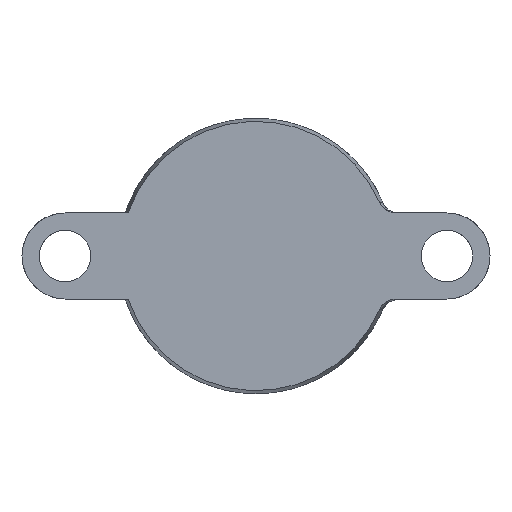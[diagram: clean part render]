
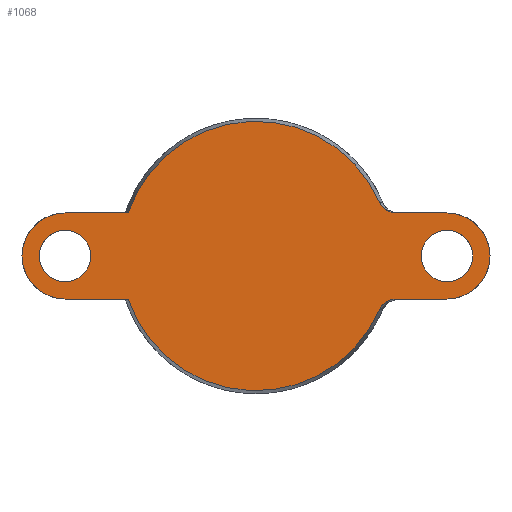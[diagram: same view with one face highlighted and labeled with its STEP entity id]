
A CAD part, front view. The second image highlights one B-rep face of the part: STEP entity #1068.
In plain terms, the highlighted planar face has unit normal (0, -1, 0).
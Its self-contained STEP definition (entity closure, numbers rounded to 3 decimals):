
#4 = CARTESIAN_POINT ( 'NONE',  ( 35.928, 0., 15.535 ) ) ;
#44 = CARTESIAN_POINT ( 'NONE',  ( 0., 0., 0. ) ) ;
#50 = CIRCLE ( 'NONE', #689, 7.5 ) ;
#62 = EDGE_CURVE ( 'NONE', #263, #1135, #836, .T. ) ;
#68 = LINE ( 'NONE', #165, #125 ) ;
#73 = CARTESIAN_POINT ( 'NONE',  ( 35.928, 0., 15.535 ) ) ;
#79 = CARTESIAN_POINT ( 'NONE',  ( 36.124, 0., -15.081 ) ) ;
#125 = VECTOR ( 'NONE', #1039, 1000. ) ;
#133 = EDGE_CURVE ( 'NONE', #383, #1248, #278, .T. ) ;
#137 = EDGE_CURVE ( 'NONE', #1273, #909, #438, .T. ) ;
#143 = CARTESIAN_POINT ( 'NONE',  ( 55.5, 0., 7.5 ) ) ;
#147 = DIRECTION ( 'NONE',  ( 0., 0., -1. ) ) ;
#165 = CARTESIAN_POINT ( 'NONE',  ( -15., 0., 12.5 ) ) ;
#180 = CARTESIAN_POINT ( 'NONE',  ( 39.592, 0., -12.572 ) ) ;
#181 = CARTESIAN_POINT ( 'NONE',  ( 36.861, 0., 14.101 ) ) ;
#184 = FACE_BOUND ( 'NONE', #980, .T. ) ;
#185 = CARTESIAN_POINT ( 'NONE',  ( 35.928, 0., -15.535 ) ) ;
#192 = CARTESIAN_POINT ( 'NONE',  ( 37.032, 0., 13.927 ) ) ;
#199 = ORIENTED_EDGE ( 'NONE', *, *, #827, .F. ) ;
#209 = VECTOR ( 'NONE', #332, 1000. ) ;
#212 = DIRECTION ( 'NONE',  ( 0., 0., -1. ) ) ;
#216 = CARTESIAN_POINT ( 'NONE',  ( 55.5, 0., -12.5 ) ) ;
#226 = CARTESIAN_POINT ( 'NONE',  ( -55.5, 0., 0. ) ) ;
#234 = LINE ( 'NONE', #508, #209 ) ;
#239 = DIRECTION ( 'NONE',  ( 0., 1., 0. ) ) ;
#242 = EDGE_CURVE ( 'NONE', #1231, #909, #1036, .T. ) ;
#257 = CIRCLE ( 'NONE', #339, 12.5 ) ;
#262 = CARTESIAN_POINT ( 'NONE',  ( 39.603, 0., 12.57 ) ) ;
#263 = VERTEX_POINT ( 'NONE', #368 ) ;
#269 = EDGE_LOOP ( 'NONE', ( #390, #934, #870, #589, #898, #333, #1054, #559, #566, #1211 ) ) ;
#278 = CIRCLE ( 'NONE', #953, 39.143 ) ;
#279 = AXIS2_PLACEMENT_3D ( 'NONE', #834, #480, #642 ) ;
#280 = CARTESIAN_POINT ( 'NONE',  ( 38.891, 0., -12.781 ) ) ;
#302 = CARTESIAN_POINT ( 'NONE',  ( 38.665, 0., 12.866 ) ) ;
#332 = DIRECTION ( 'NONE',  ( 1., 0., 0. ) ) ;
#333 = ORIENTED_EDGE ( 'NONE', *, *, #445, .T. ) ;
#339 = AXIS2_PLACEMENT_3D ( 'NONE', #226, #1017, #619 ) ;
#344 = CARTESIAN_POINT ( 'NONE',  ( 15., 0., -12.5 ) ) ;
#358 = VECTOR ( 'NONE', #657, 1000. ) ;
#368 = CARTESIAN_POINT ( 'NONE',  ( 40.579, 0., 12.5 ) ) ;
#375 = CARTESIAN_POINT ( 'NONE',  ( 37.4, 0., 13.603 ) ) ;
#383 = VERTEX_POINT ( 'NONE', #4 ) ;
#384 = PLANE ( 'NONE',  #279 ) ;
#390 = ORIENTED_EDGE ( 'NONE', *, *, #62, .F. ) ;
#393 = CARTESIAN_POINT ( 'NONE',  ( 38.008, 0., 13.187 ) ) ;
#431 = EDGE_CURVE ( 'NONE', #1135, #1273, #879, .T. ) ;
#438 = LINE ( 'NONE', #344, #358 ) ;
#445 = EDGE_CURVE ( 'NONE', #1164, #611, #234, .T. ) ;
#461 = AXIS2_PLACEMENT_3D ( 'NONE', #983, #504, #899 ) ;
#478 = CARTESIAN_POINT ( 'NONE',  ( 36.124, 0., 15.081 ) ) ;
#480 = DIRECTION ( 'NONE',  ( 0., 1., 0. ) ) ;
#489 = DIRECTION ( 'NONE',  ( 0., -1., 0. ) ) ;
#500 = CIRCLE ( 'NONE', #894, 7.5 ) ;
#504 = DIRECTION ( 'NONE',  ( 0., -1., 0. ) ) ;
#508 = CARTESIAN_POINT ( 'NONE',  ( -15., 0., -12.5 ) ) ;
#534 = CARTESIAN_POINT ( 'NONE',  ( -37.093, 0., -12.5 ) ) ;
#550 = EDGE_CURVE ( 'NONE', #1263, #1164, #257, .T. ) ;
#559 = ORIENTED_EDGE ( 'NONE', *, *, #242, .T. ) ;
#566 = ORIENTED_EDGE ( 'NONE', *, *, #137, .F. ) ;
#570 = CARTESIAN_POINT ( 'NONE',  ( 40.085, 0., -12.5 ) ) ;
#577 = CARTESIAN_POINT ( 'NONE',  ( 37.598, 0., 13.453 ) ) ;
#589 = ORIENTED_EDGE ( 'NONE', *, *, #727, .T. ) ;
#611 = VERTEX_POINT ( 'NONE', #534 ) ;
#619 = DIRECTION ( 'NONE',  ( 0., 0., -1. ) ) ;
#630 = DIRECTION ( 'NONE',  ( 0., -1., 0. ) ) ;
#642 = DIRECTION ( 'NONE',  ( 0., 0., 1. ) ) ;
#657 = DIRECTION ( 'NONE',  ( -1., 0., 0. ) ) ;
#678 = FACE_BOUND ( 'NONE', #1183, .T. ) ;
#679 = CARTESIAN_POINT ( 'NONE',  ( 40.579, 0., -12.5 ) ) ;
#687 = CARTESIAN_POINT ( 'NONE',  ( -37.093, 0., 12.5 ) ) ;
#689 = AXIS2_PLACEMENT_3D ( 'NONE', #1138, #239, #744 ) ;
#717 = DIRECTION ( 'NONE',  ( 0., 1., 0. ) ) ;
#727 = EDGE_CURVE ( 'NONE', #1248, #1263, #68, .T. ) ;
#738 = VERTEX_POINT ( 'NONE', #923 ) ;
#739 = FACE_OUTER_BOUND ( 'NONE', #269, .T. ) ;
#744 = DIRECTION ( 'NONE',  ( 0., 0., 1. ) ) ;
#768 = CARTESIAN_POINT ( 'NONE',  ( 38., 0., -13.192 ) ) ;
#779 = EDGE_CURVE ( 'NONE', #263, #383, #1262, .T. ) ;
#786 = VECTOR ( 'NONE', #858, 1000. ) ;
#796 = CARTESIAN_POINT ( 'NONE',  ( 35.928, 0., -15.535 ) ) ;
#825 = VERTEX_POINT ( 'NONE', #143 ) ;
#827 = EDGE_CURVE ( 'NONE', #738, #738, #500, .T. ) ;
#834 = CARTESIAN_POINT ( 'NONE',  ( -39.143, 0., 0. ) ) ;
#836 = LINE ( 'NONE', #926, #786 ) ;
#858 = DIRECTION ( 'NONE',  ( 1., 0., 0. ) ) ;
#859 = CARTESIAN_POINT ( 'NONE',  ( 38.897, 0., 12.778 ) ) ;
#865 = CARTESIAN_POINT ( 'NONE',  ( 36.857, 0., -14.106 ) ) ;
#870 = ORIENTED_EDGE ( 'NONE', *, *, #133, .T. ) ;
#876 = CARTESIAN_POINT ( 'NONE',  ( 37.591, 0., -13.458 ) ) ;
#879 = CIRCLE ( 'NONE', #957, 12.5 ) ;
#894 = AXIS2_PLACEMENT_3D ( 'NONE', #1089, #489, #1078 ) ;
#898 = ORIENTED_EDGE ( 'NONE', *, *, #550, .T. ) ;
#899 = DIRECTION ( 'NONE',  ( 0., 0., -1. ) ) ;
#906 = CARTESIAN_POINT ( 'NONE',  ( -55.5, 0., 12.5 ) ) ;
#909 = VERTEX_POINT ( 'NONE', #1116 ) ;
#923 = CARTESIAN_POINT ( 'NONE',  ( -55.5, 0., 7.5 ) ) ;
#926 = CARTESIAN_POINT ( 'NONE',  ( 15., 0., 12.5 ) ) ;
#934 = ORIENTED_EDGE ( 'NONE', *, *, #779, .T. ) ;
#953 = AXIS2_PLACEMENT_3D ( 'NONE', #44, #630, #147 ) ;
#957 = AXIS2_PLACEMENT_3D ( 'NONE', #1216, #717, #212 ) ;
#980 = EDGE_LOOP ( 'NONE', ( #199 ) ) ;
#983 = CARTESIAN_POINT ( 'NONE',  ( 0., 0., 0. ) ) ;
#1017 = DIRECTION ( 'NONE',  ( 0., -1., 0. ) ) ;
#1022 = CIRCLE ( 'NONE', #461, 39.143 ) ;
#1036 = B_SPLINE_CURVE_WITH_KNOTS ( 'NONE', 3,
 ( #185, #79, #1072, #865, #1077, #1063, #876, #768, #1267, #1168, #280, #180, #570, #679 ),
 .UNSPECIFIED., .F., .F.,
 ( 4, 2, 2, 2, 2, 2, 4 ),
 ( 0., 0.001, 0.002, 0.003, 0.004, 0.004, 0.006 ),
 .UNSPECIFIED. ) ;
#1039 = DIRECTION ( 'NONE',  ( -1., 0., 0. ) ) ;
#1054 = ORIENTED_EDGE ( 'NONE', *, *, #1270, .T. ) ;
#1055 = EDGE_CURVE ( 'NONE', #825, #825, #50, .T. ) ;
#1057 = CARTESIAN_POINT ( 'NONE',  ( 40.085, 0., 12.5 ) ) ;
#1063 = CARTESIAN_POINT ( 'NONE',  ( 37.397, 0., -13.606 ) ) ;
#1068 = ADVANCED_FACE ( 'NONE', ( #739, #678, #184 ), #384, .F. ) ;
#1072 = CARTESIAN_POINT ( 'NONE',  ( 36.381, 0., -14.668 ) ) ;
#1077 = CARTESIAN_POINT ( 'NONE',  ( 37.031, 0., -13.929 ) ) ;
#1078 = DIRECTION ( 'NONE',  ( 0., 0., 1. ) ) ;
#1083 = CARTESIAN_POINT ( 'NONE',  ( 38.221, 0., 13.07 ) ) ;
#1089 = CARTESIAN_POINT ( 'NONE',  ( -55.5, 0., 0. ) ) ;
#1108 = ORIENTED_EDGE ( 'NONE', *, *, #1055, .T. ) ;
#1116 = CARTESIAN_POINT ( 'NONE',  ( 40.579, 0., -12.5 ) ) ;
#1132 = CARTESIAN_POINT ( 'NONE',  ( -55.5, 0., -12.5 ) ) ;
#1135 = VERTEX_POINT ( 'NONE', #1165 ) ;
#1138 = CARTESIAN_POINT ( 'NONE',  ( 55.5, 0., 0. ) ) ;
#1164 = VERTEX_POINT ( 'NONE', #1132 ) ;
#1165 = CARTESIAN_POINT ( 'NONE',  ( 55.5, 0., 12.5 ) ) ;
#1168 = CARTESIAN_POINT ( 'NONE',  ( 38.663, 0., -12.866 ) ) ;
#1183 = EDGE_LOOP ( 'NONE', ( #1108 ) ) ;
#1211 = ORIENTED_EDGE ( 'NONE', *, *, #431, .F. ) ;
#1216 = CARTESIAN_POINT ( 'NONE',  ( 55.5, 0., 0. ) ) ;
#1231 = VERTEX_POINT ( 'NONE', #796 ) ;
#1248 = VERTEX_POINT ( 'NONE', #687 ) ;
#1254 = CARTESIAN_POINT ( 'NONE',  ( 40.579, 0., 12.5 ) ) ;
#1262 = B_SPLINE_CURVE_WITH_KNOTS ( 'NONE', 3,
 ( #1254, #1057, #262, #859, #302, #1083, #393, #577, #375, #192, #181, #1288, #478, #73 ),
 .UNSPECIFIED., .F., .F.,
 ( 4, 2, 2, 2, 2, 2, 4 ),
 ( 0., 0.001, 0.002, 0.003, 0.004, 0.004, 0.006 ),
 .UNSPECIFIED. ) ;
#1263 = VERTEX_POINT ( 'NONE', #906 ) ;
#1267 = CARTESIAN_POINT ( 'NONE',  ( 38.218, 0., -13.072 ) ) ;
#1270 = EDGE_CURVE ( 'NONE', #611, #1231, #1022, .T. ) ;
#1273 = VERTEX_POINT ( 'NONE', #216 ) ;
#1288 = CARTESIAN_POINT ( 'NONE',  ( 36.388, 0., 14.659 ) ) ;
